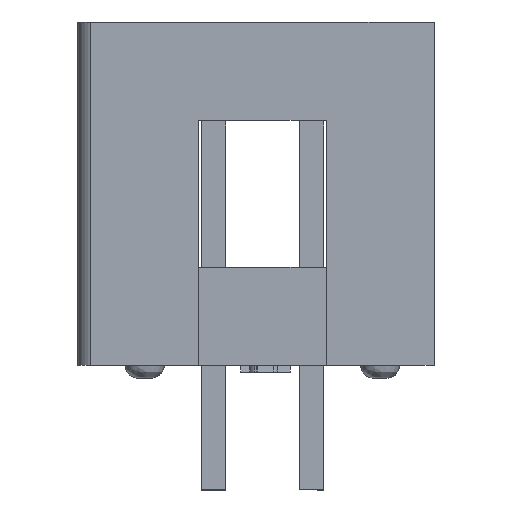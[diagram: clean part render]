
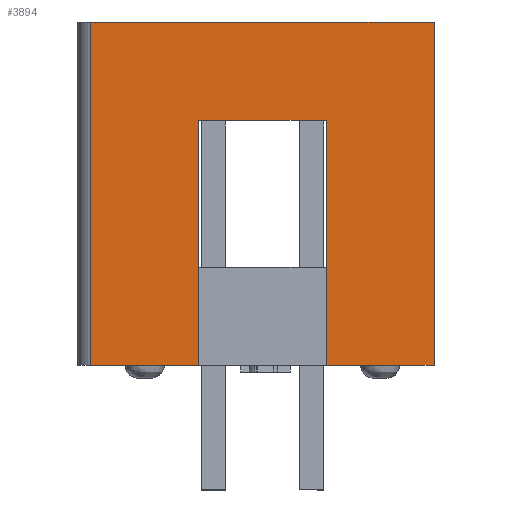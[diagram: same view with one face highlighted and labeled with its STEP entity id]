
A CAD part, left-side view. The second image highlights one B-rep face of the part: STEP entity #3894.
In plain terms, the highlighted planar face has unit normal (-1, 0, 0).
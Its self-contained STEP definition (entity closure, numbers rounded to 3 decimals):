
#57 = DIRECTION ( 'NONE',  ( 0., -1., 0. ) ) ;
#110 = VERTEX_POINT ( 'NONE', #4390 ) ;
#339 = CARTESIAN_POINT ( 'NONE',  ( -10.16, -1.651, -4.445 ) ) ;
#539 = DIRECTION ( 'NONE',  ( 0., -1., 0. ) ) ;
#607 = CARTESIAN_POINT ( 'NONE',  ( -10.16, 4.623, -8.89 ) ) ;
#627 = ORIENTED_EDGE ( 'NONE', *, *, #1789, .T. ) ;
#976 = VECTOR ( 'NONE', #7018, 1000. ) ;
#1205 = LINE ( 'NONE', #6947, #976 ) ;
#1489 = CARTESIAN_POINT ( 'NONE',  ( -10.16, -4.445, -4.445 ) ) ;
#1650 = VECTOR ( 'NONE', #8770, 1000. ) ;
#1652 = EDGE_CURVE ( 'NONE', #6025, #2743, #4117, .T. ) ;
#1789 = EDGE_CURVE ( 'NONE', #4586, #4164, #2006, .T. ) ;
#1908 = VECTOR ( 'NONE', #2200, 1000. ) ;
#1998 = CARTESIAN_POINT ( 'NONE',  ( -10.16, 4.623, -8.89 ) ) ;
#2006 = LINE ( 'NONE', #6912, #5474 ) ;
#2017 = CARTESIAN_POINT ( 'NONE',  ( -10.16, 0.165, 0. ) ) ;
#2064 = CARTESIAN_POINT ( 'NONE',  ( -10.16, -4.445, -8.89 ) ) ;
#2106 = ORIENTED_EDGE ( 'NONE', *, *, #6092, .T. ) ;
#2138 = LINE ( 'NONE', #1998, #6067 ) ;
#2200 = DIRECTION ( 'NONE',  ( 0., 0., -1. ) ) ;
#2261 = ORIENTED_EDGE ( 'NONE', *, *, #5715, .F. ) ;
#2583 = LINE ( 'NONE', #2017, #6490 ) ;
#2620 = ORIENTED_EDGE ( 'NONE', *, *, #4437, .T. ) ;
#2743 = VERTEX_POINT ( 'NONE', #2064 ) ;
#2932 = PLANE ( 'NONE',  #7301 ) ;
#2954 = VECTOR ( 'NONE', #7941, 1000. ) ;
#3191 = LINE ( 'NONE', #607, #2954 ) ;
#3585 = CARTESIAN_POINT ( 'NONE',  ( -10.16, -4.445, 0. ) ) ;
#3706 = CARTESIAN_POINT ( 'NONE',  ( -10.16, 1.651, -2.54 ) ) ;
#3894 = ADVANCED_FACE ( 'NONE', ( #4134 ), #2932, .T. ) ;
#4117 = LINE ( 'NONE', #1489, #1908 ) ;
#4134 = FACE_OUTER_BOUND ( 'NONE', #6730, .T. ) ;
#4164 = VERTEX_POINT ( 'NONE', #6093 ) ;
#4308 = EDGE_CURVE ( 'NONE', #110, #6043, #6085, .T. ) ;
#4349 = CARTESIAN_POINT ( 'NONE',  ( -10.16, 1.651, -8.89 ) ) ;
#4390 = CARTESIAN_POINT ( 'NONE',  ( -10.16, -1.651, -2.54 ) ) ;
#4399 = CARTESIAN_POINT ( 'NONE',  ( -10.16, 0., -2.54 ) ) ;
#4437 = EDGE_CURVE ( 'NONE', #4164, #8877, #2138, .T. ) ;
#4448 = DIRECTION ( 'NONE',  ( -1., 0., 0. ) ) ;
#4586 = VERTEX_POINT ( 'NONE', #6306 ) ;
#4653 = ORIENTED_EDGE ( 'NONE', *, *, #8237, .T. ) ;
#5401 = ORIENTED_EDGE ( 'NONE', *, *, #4308, .T. ) ;
#5458 = DIRECTION ( 'NONE',  ( 0., 0., -1. ) ) ;
#5474 = VECTOR ( 'NONE', #5478, 1000. ) ;
#5478 = DIRECTION ( 'NONE',  ( 0., 0., -1. ) ) ;
#5529 = EDGE_CURVE ( 'NONE', #8877, #8380, #1205, .T. ) ;
#5561 = LINE ( 'NONE', #4399, #1650 ) ;
#5715 = EDGE_CURVE ( 'NONE', #4586, #6025, #2583, .T. ) ;
#5718 = ORIENTED_EDGE ( 'NONE', *, *, #5529, .T. ) ;
#6025 = VERTEX_POINT ( 'NONE', #3585 ) ;
#6043 = VERTEX_POINT ( 'NONE', #6534 ) ;
#6067 = VECTOR ( 'NONE', #7150, 1000. ) ;
#6085 = LINE ( 'NONE', #339, #7779 ) ;
#6092 = EDGE_CURVE ( 'NONE', #8380, #110, #5561, .T. ) ;
#6093 = CARTESIAN_POINT ( 'NONE',  ( -10.16, 4.445, -8.89 ) ) ;
#6306 = CARTESIAN_POINT ( 'NONE',  ( -10.16, 4.445, 0. ) ) ;
#6490 = VECTOR ( 'NONE', #539, 1000. ) ;
#6534 = CARTESIAN_POINT ( 'NONE',  ( -10.16, -1.651, -8.89 ) ) ;
#6730 = EDGE_LOOP ( 'NONE', ( #2620, #5718, #2106, #5401, #4653, #7025, #2261, #627 ) ) ;
#6912 = CARTESIAN_POINT ( 'NONE',  ( -10.16, 4.445, -4.445 ) ) ;
#6947 = CARTESIAN_POINT ( 'NONE',  ( -10.16, 1.651, -4.445 ) ) ;
#7018 = DIRECTION ( 'NONE',  ( 0., 0., 1. ) ) ;
#7025 = ORIENTED_EDGE ( 'NONE', *, *, #1652, .F. ) ;
#7150 = DIRECTION ( 'NONE',  ( 0., -1., 0. ) ) ;
#7301 = AXIS2_PLACEMENT_3D ( 'NONE', #8826, #4448, #57 ) ;
#7779 = VECTOR ( 'NONE', #5458, 1000. ) ;
#7941 = DIRECTION ( 'NONE',  ( 0., -1., 0. ) ) ;
#8237 = EDGE_CURVE ( 'NONE', #6043, #2743, #3191, .T. ) ;
#8380 = VERTEX_POINT ( 'NONE', #3706 ) ;
#8770 = DIRECTION ( 'NONE',  ( 0., -1., 0. ) ) ;
#8826 = CARTESIAN_POINT ( 'NONE',  ( -10.16, 4.623, -9.068 ) ) ;
#8877 = VERTEX_POINT ( 'NONE', #4349 ) ;
